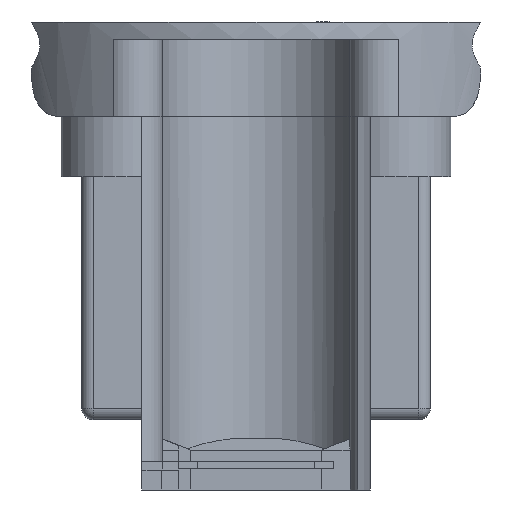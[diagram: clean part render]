
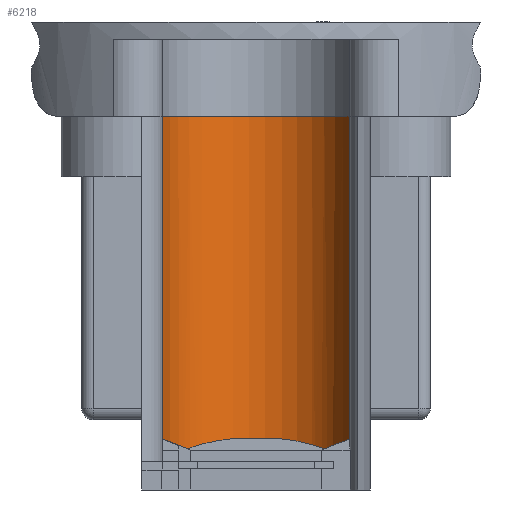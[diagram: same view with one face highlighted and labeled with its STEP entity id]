
A CAD part, left-side view. The second image highlights one B-rep face of the part: STEP entity #6218.
In plain terms, the highlighted cylindrical face has radius 8.5 mm (diameter 17 mm), a partial arc.
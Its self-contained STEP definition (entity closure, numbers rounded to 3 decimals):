
#388=FACE_BOUND('',#954,.T.);
#389=FACE_BOUND('',#955,.T.);
#407=CYLINDRICAL_SURFACE('',#6597,8.5);
#598=FACE_OUTER_BOUND('',#953,.T.);
#953=EDGE_LOOP('',(#4138,#4139,#4140,#4141,#4142,#4143,#4144,#4145));
#954=EDGE_LOOP('',(#4146,#4147,#4148,#4149));
#955=EDGE_LOOP('',(#4150,#4151,#4152,#4153));
#1319=LINE('',#8616,#1816);
#1326=LINE('',#8632,#1823);
#1330=LINE('',#8641,#1827);
#1334=LINE('',#8649,#1831);
#1340=LINE('',#8669,#1837);
#1342=LINE('',#8672,#1839);
#1343=LINE('',#8679,#1840);
#1344=LINE('',#8682,#1841);
#1816=VECTOR('',#7099,10.);
#1823=VECTOR('',#7110,10.);
#1827=VECTOR('',#7116,10.);
#1831=VECTOR('',#7122,10.);
#1837=VECTOR('',#7146,10.);
#1839=VECTOR('',#7150,10.);
#1840=VECTOR('',#7159,10.);
#1841=VECTOR('',#7162,10.);
#2308=CIRCLE('',#6579,8.5);
#2309=CIRCLE('',#6586,8.5);
#2310=CIRCLE('',#6588,8.5);
#2311=CIRCLE('',#6590,8.5);
#2312=CIRCLE('',#6592,8.5);
#2313=CIRCLE('',#6596,8.5);
#2314=CIRCLE('',#6598,8.5);
#2315=CIRCLE('',#6599,8.5);
#2456=VERTEX_POINT('',#8603);
#2457=VERTEX_POINT('',#8604);
#2461=VERTEX_POINT('',#8614);
#2467=VERTEX_POINT('',#8630);
#2468=VERTEX_POINT('',#8631);
#2471=VERTEX_POINT('',#8639);
#2472=VERTEX_POINT('',#8640);
#2475=VERTEX_POINT('',#8648);
#2476=VERTEX_POINT('',#8652);
#2477=VERTEX_POINT('',#8656);
#2478=VERTEX_POINT('',#8660);
#2479=VERTEX_POINT('',#8664);
#2480=VERTEX_POINT('',#8668);
#2481=VERTEX_POINT('',#8676);
#2482=VERTEX_POINT('',#8678);
#2483=VERTEX_POINT('',#8680);
#3102=EDGE_CURVE('',#2456,#2457,#2308,.T.);
#3108=EDGE_CURVE('',#2457,#2461,#1319,.T.);
#3115=EDGE_CURVE('',#2467,#2468,#1326,.T.);
#3119=EDGE_CURVE('',#2471,#2472,#1330,.T.);
#3123=EDGE_CURVE('',#2475,#2456,#1334,.T.);
#3125=EDGE_CURVE('',#2476,#2475,#2309,.T.);
#3127=EDGE_CURVE('',#2477,#2471,#2310,.T.);
#3129=EDGE_CURVE('',#2472,#2478,#2311,.T.);
#3131=EDGE_CURVE('',#2468,#2479,#2312,.T.);
#3133=EDGE_CURVE('',#2479,#2480,#1340,.T.);
#3135=EDGE_CURVE('',#2478,#2477,#1342,.T.);
#3136=EDGE_CURVE('',#2480,#2467,#2313,.T.);
#3137=EDGE_CURVE('',#2481,#2461,#2314,.T.);
#3138=EDGE_CURVE('',#2482,#2481,#1343,.T.);
#3139=EDGE_CURVE('',#2482,#2483,#2315,.T.);
#3140=EDGE_CURVE('',#2483,#2476,#1344,.T.);
#4138=ORIENTED_EDGE('',*,*,#3102,.T.);
#4139=ORIENTED_EDGE('',*,*,#3108,.T.);
#4140=ORIENTED_EDGE('',*,*,#3137,.F.);
#4141=ORIENTED_EDGE('',*,*,#3138,.F.);
#4142=ORIENTED_EDGE('',*,*,#3139,.T.);
#4143=ORIENTED_EDGE('',*,*,#3140,.T.);
#4144=ORIENTED_EDGE('',*,*,#3125,.T.);
#4145=ORIENTED_EDGE('',*,*,#3123,.T.);
#4146=ORIENTED_EDGE('',*,*,#3135,.T.);
#4147=ORIENTED_EDGE('',*,*,#3127,.T.);
#4148=ORIENTED_EDGE('',*,*,#3119,.T.);
#4149=ORIENTED_EDGE('',*,*,#3129,.T.);
#4150=ORIENTED_EDGE('',*,*,#3133,.T.);
#4151=ORIENTED_EDGE('',*,*,#3136,.T.);
#4152=ORIENTED_EDGE('',*,*,#3115,.T.);
#4153=ORIENTED_EDGE('',*,*,#3131,.T.);
#6218=ADVANCED_FACE('',(#598,#388,#389),#407,.F.);
#6579=AXIS2_PLACEMENT_3D('',#8605,#7090,#7091);
#6586=AXIS2_PLACEMENT_3D('',#8653,#7126,#7127);
#6588=AXIS2_PLACEMENT_3D('',#8657,#7131,#7132);
#6590=AXIS2_PLACEMENT_3D('',#8661,#7136,#7137);
#6592=AXIS2_PLACEMENT_3D('',#8665,#7141,#7142);
#6596=AXIS2_PLACEMENT_3D('',#8674,#7153,#7154);
#6597=AXIS2_PLACEMENT_3D('',#8675,#7155,#7156);
#6598=AXIS2_PLACEMENT_3D('',#8677,#7157,#7158);
#6599=AXIS2_PLACEMENT_3D('',#8681,#7160,#7161);
#7090=DIRECTION('center_axis',(0.,0.,1.));
#7091=DIRECTION('ref_axis',(-0.233,-0.972,0.));
#7099=DIRECTION('',(0.,0.,-1.));
#7110=DIRECTION('',(0.,0.,-1.));
#7116=DIRECTION('',(0.,0.,-1.));
#7122=DIRECTION('',(0.,0.,-1.));
#7126=DIRECTION('center_axis',(0.,0.,-1.));
#7127=DIRECTION('ref_axis',(-0.233,-0.972,0.));
#7131=DIRECTION('center_axis',(0.,0.,-1.));
#7132=DIRECTION('ref_axis',(-0.233,-0.972,0.));
#7136=DIRECTION('center_axis',(0.,0.,1.));
#7137=DIRECTION('ref_axis',(-0.233,-0.972,0.));
#7141=DIRECTION('center_axis',(0.,0.,1.));
#7142=DIRECTION('ref_axis',(-0.233,-0.972,0.));
#7146=DIRECTION('',(0.,0.,1.));
#7150=DIRECTION('',(0.,0.,1.));
#7153=DIRECTION('center_axis',(0.,0.,-1.));
#7154=DIRECTION('ref_axis',(-0.233,-0.972,0.));
#7155=DIRECTION('center_axis',(0.,0.,-1.));
#7156=DIRECTION('ref_axis',(1.,-0.012,0.));
#7157=DIRECTION('center_axis',(0.,0.,1.));
#7158=DIRECTION('ref_axis',(-0.233,-0.972,0.));
#7159=DIRECTION('',(0.,0.,-1.));
#7160=DIRECTION('center_axis',(0.,0.,1.));
#7161=DIRECTION('ref_axis',(-0.233,-0.972,0.));
#7162=DIRECTION('',(0.,0.,-1.));
#8603=CARTESIAN_POINT('',(-12.101,8.205,-39.25));
#8604=CARTESIAN_POINT('',(-16.101,8.308,-39.25));
#8605=CARTESIAN_POINT('Origin',(-14.314,-0.002,
-39.25));
#8614=CARTESIAN_POINT('',(-16.101,8.308,-41.));
#8616=CARTESIAN_POINT('',(-16.101,8.308,-8.25));
#8630=CARTESIAN_POINT('',(-9.148,-6.752,-38.5));
#8631=CARTESIAN_POINT('',(-9.148,-6.752,-39.15));
#8632=CARTESIAN_POINT('',(-9.148,-6.752,-8.25));
#8639=CARTESIAN_POINT('',(-7.564,5.164,-38.5));
#8640=CARTESIAN_POINT('',(-7.564,5.164,-39.15));
#8641=CARTESIAN_POINT('',(-7.564,5.164,-8.25));
#8648=CARTESIAN_POINT('',(-12.101,8.205,-38.5));
#8649=CARTESIAN_POINT('',(-12.101,8.205,-8.25));
#8652=CARTESIAN_POINT('',(-16.101,8.308,-38.5));
#8653=CARTESIAN_POINT('Origin',(-14.314,-0.002,
-38.5));
#8656=CARTESIAN_POINT('',(-9.148,6.748,-38.5));
#8657=CARTESIAN_POINT('Origin',(-14.314,-0.002,
-38.5));
#8660=CARTESIAN_POINT('',(-9.148,6.748,-39.15));
#8661=CARTESIAN_POINT('Origin',(-14.314,-0.002,
-39.15));
#8664=CARTESIAN_POINT('',(-7.564,-5.168,-39.15));
#8665=CARTESIAN_POINT('Origin',(-14.314,-0.002,
-39.15));
#8668=CARTESIAN_POINT('',(-7.564,-5.168,-38.5));
#8669=CARTESIAN_POINT('',(-7.564,-5.168,-8.25));
#8672=CARTESIAN_POINT('',(-9.148,6.748,-8.25));
#8674=CARTESIAN_POINT('Origin',(-14.314,-0.002,
-38.5));
#8675=CARTESIAN_POINT('Origin',(-14.314,-0.002,
-8.25));
#8676=CARTESIAN_POINT('',(-16.295,-8.268,-41.));
#8677=CARTESIAN_POINT('Origin',(-14.314,-0.002,
-41.));
#8678=CARTESIAN_POINT('',(-16.295,-8.268,-8.25));
#8679=CARTESIAN_POINT('',(-16.295,-8.268,-8.25));
#8680=CARTESIAN_POINT('',(-16.101,8.308,-8.25));
#8681=CARTESIAN_POINT('Origin',(-14.314,-0.002,
-8.25));
#8682=CARTESIAN_POINT('',(-16.101,8.308,-8.25));
